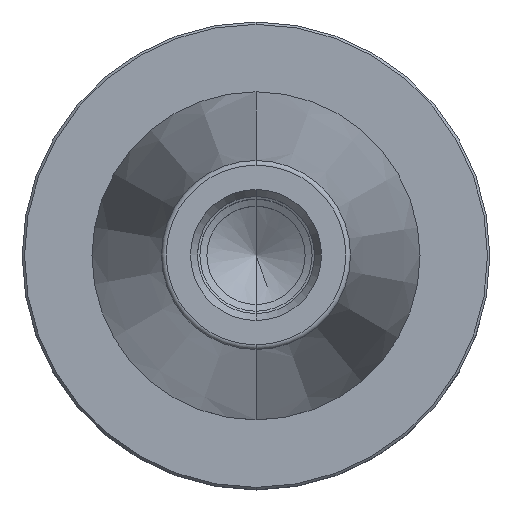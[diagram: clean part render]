
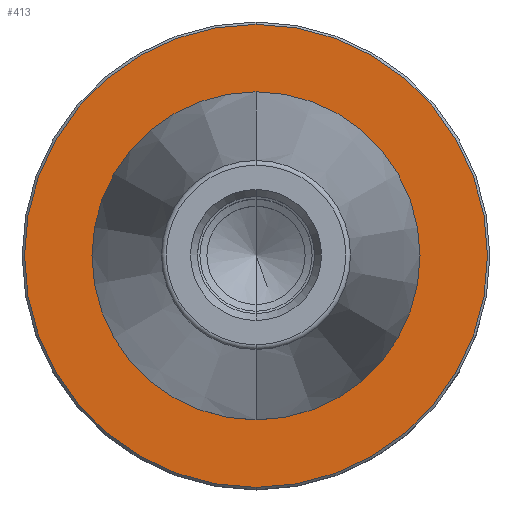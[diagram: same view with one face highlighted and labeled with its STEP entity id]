
A CAD part, top view. The second image highlights one B-rep face of the part: STEP entity #413.
In plain terms, the highlighted planar face has unit normal (0, 0, 1).
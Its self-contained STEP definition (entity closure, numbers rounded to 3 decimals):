
#381=EDGE_CURVE('',#779,#659,#931,.T.);
#413=ADVANCED_FACE('',(#969,#970),#971,.T.);
#549=VERTEX_POINT('',#1123);
#581=EDGE_CURVE('',#659,#779,#1157,.T.);
#599=VERTEX_POINT('',#1178);
#659=VERTEX_POINT('',#1248);
#727=EDGE_CURVE('',#599,#549,#1323,.T.);
#747=EDGE_CURVE('',#549,#599,#1348,.T.);
#779=VERTEX_POINT('',#1383);
#931=CIRCLE('',#1560,49.5);
#969=FACE_OUTER_BOUND('',#1606,.T.);
#970=FACE_BOUND('',#1607,.T.);
#971=PLANE('',#1608);
#1123=CARTESIAN_POINT('',(0.0,35.071,-3.0));
#1157=CIRCLE('',#1855,49.5);
#1178=CARTESIAN_POINT('',(0.,-35.071,-3.0));
#1248=CARTESIAN_POINT('',(0.0,49.5,-3.0));
#1323=CIRCLE('',#2072,35.071);
#1348=CIRCLE('',#2102,35.071);
#1383=CARTESIAN_POINT('',(0.,-49.5,-3.0));
#1560=AXIS2_PLACEMENT_3D('',#2323,#2324,#2325);
#1606=EDGE_LOOP('',(#2380,#2381));
#1607=EDGE_LOOP('',(#2382,#2383));
#1608=AXIS2_PLACEMENT_3D('',#2384,#2385,#2386);
#1855=AXIS2_PLACEMENT_3D('',#2615,#2616,#2617);
#2072=AXIS2_PLACEMENT_3D('',#2853,#2854,#2855);
#2102=AXIS2_PLACEMENT_3D('',#2895,#2896,#2897);
#2323=CARTESIAN_POINT('',(0.0,0.0,-3.0));
#2324=DIRECTION('',(0.0,0.0,-1.0));
#2325=DIRECTION('',(0.0,1.0,0.0));
#2380=ORIENTED_EDGE('',*,*,#581,.F.);
#2381=ORIENTED_EDGE('',*,*,#381,.F.);
#2382=ORIENTED_EDGE('',*,*,#747,.T.);
#2383=ORIENTED_EDGE('',*,*,#727,.T.);
#2384=CARTESIAN_POINT('',(0.0,42.285,-3.0));
#2385=DIRECTION('',(-0.0,0.0,1.0));
#2386=DIRECTION('',(0.0,-1.0,0.0));
#2615=CARTESIAN_POINT('',(0.0,0.0,-3.0));
#2616=DIRECTION('',(0.0,0.0,-1.0));
#2617=DIRECTION('',(0.0,1.0,0.0));
#2853=CARTESIAN_POINT('',(0.0,0.0,-3.0));
#2854=DIRECTION('',(0.0,0.0,-1.0));
#2855=DIRECTION('',(0.0,1.0,0.0));
#2895=CARTESIAN_POINT('',(0.0,0.0,-3.0));
#2896=DIRECTION('',(0.0,0.0,-1.0));
#2897=DIRECTION('',(0.0,1.0,0.0));
